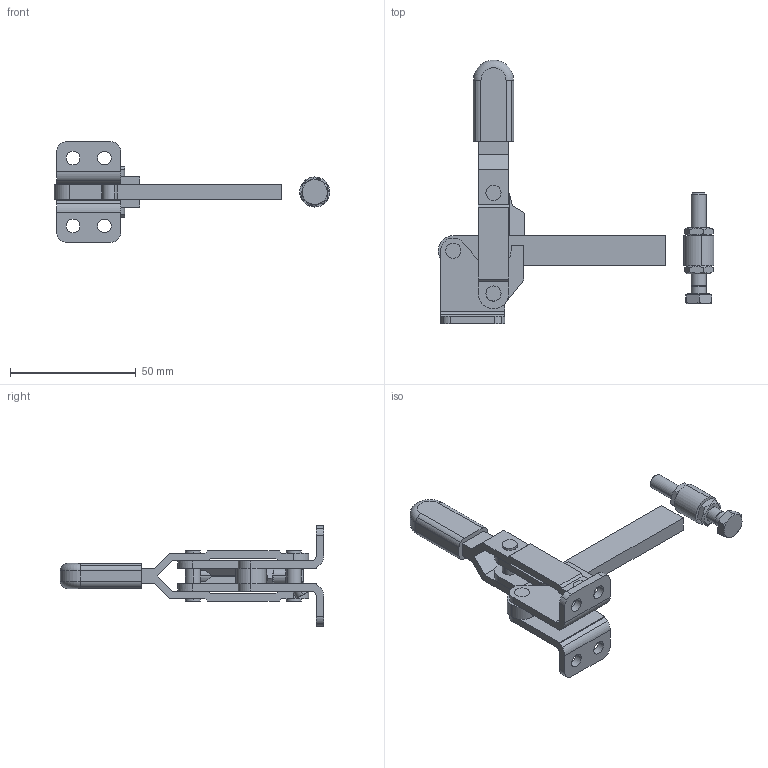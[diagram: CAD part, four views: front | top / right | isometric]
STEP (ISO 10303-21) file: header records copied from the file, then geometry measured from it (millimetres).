
FILE_DESCRIPTION((''),'2;1');
FILE_NAME('MG7B.stp','2006-07-11T16:28:45',('Matthew'),(''),'Autodesk Inventor 8','Autodesk Inventor 8','');
FILE_SCHEMA(('AUTOMOTIVE_DESIGN { 1 0 10303 214 1 1 1 1 }'));
Length unit declared in the file: millimetre
Products named in the file (7): MG7B; MG7B1; MG7B2; MG7B3; MG7B4; MG7B5; MG7B6
Assembly tree (6 placements, depth 2):
  MG7B
    MG7B1
    MG7B2
    MG7B3
    MG7B4
    MG7B5
    MG7B6
Bounding box: 109.58 x 104.76 x 40 mm (x, y, z)
Volume: 28601.6 mm3; surface area: 20056.5 mm2
Topology: 6 solids, 6 shells, 249 faces, 641 edges, 427 vertices
Faces by surface type: plane 94, cylinder 75, bspline 52, cone 26, torus 2
Entity records: 8061 total; most frequent: CARTESIAN_POINT 1804, ORIENTED_EDGE 1282, DIRECTION 1258, EDGE_CURVE 641, AXIS2_PLACEMENT_3D 447, VERTEX_POINT 427, VECTOR 364, LINE 364
